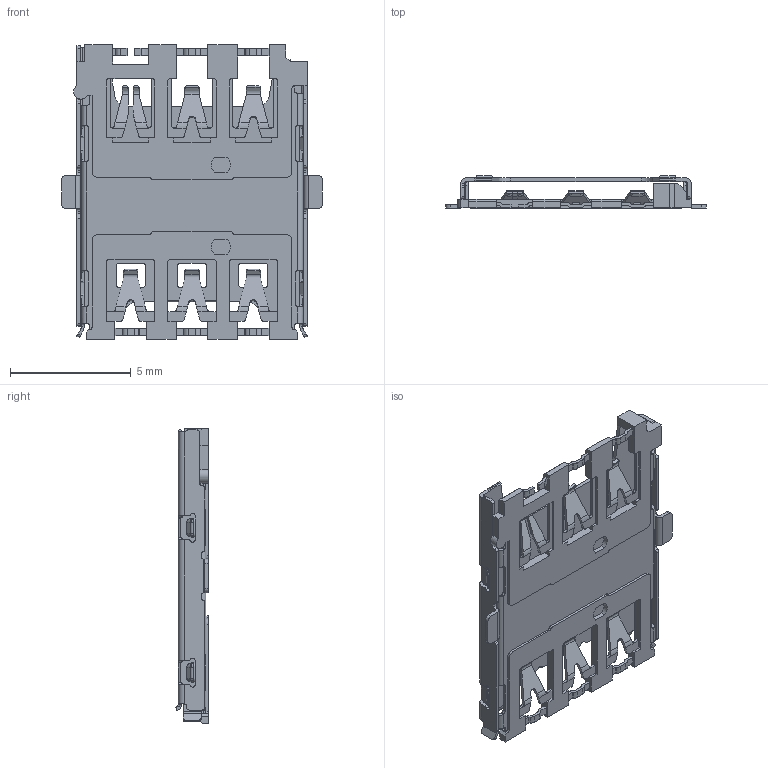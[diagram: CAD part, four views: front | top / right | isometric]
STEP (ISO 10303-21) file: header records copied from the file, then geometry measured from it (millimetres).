
FILE_DESCRIPTION(('FreeCAD Model'),'2;1');
FILE_NAME('SIM8055-6-1-14-00-A_sp.step','2019-08-09T23:58:31',( 'kicad StepUp'),('ksu MCAD'),'Open CASCADE STEP processor 7.3', 'FreeCAD','Unknown');
FILE_SCHEMA(('AUTOMOTIVE_DESIGN { 1 0 10303 214 1 1 1 1 }'));
Length unit declared in the file: millimetre
Products named in the file (1): SIM8055-6-1-14-00-A_sp
Bounding box: 10.8 x 1.35 x 12.2 mm (x, y, z)
Volume: 38.1 mm3; surface area: 464.9 mm2
Topology: 1 solids, 1 shells, 981 faces, 2781 edges, 1742 vertices
Faces by surface type: plane 546, cylinder 358, bspline 77
Entity records: 40203 total; most frequent: CARTESIAN_POINT 8422, ORIENTED_EDGE 5498, DIRECTION 4885, EDGE_CURVE 2749, LINE 1861, VECTOR 1861, VERTEX_POINT 1742, AXIS2_PLACEMENT_3D 1512
